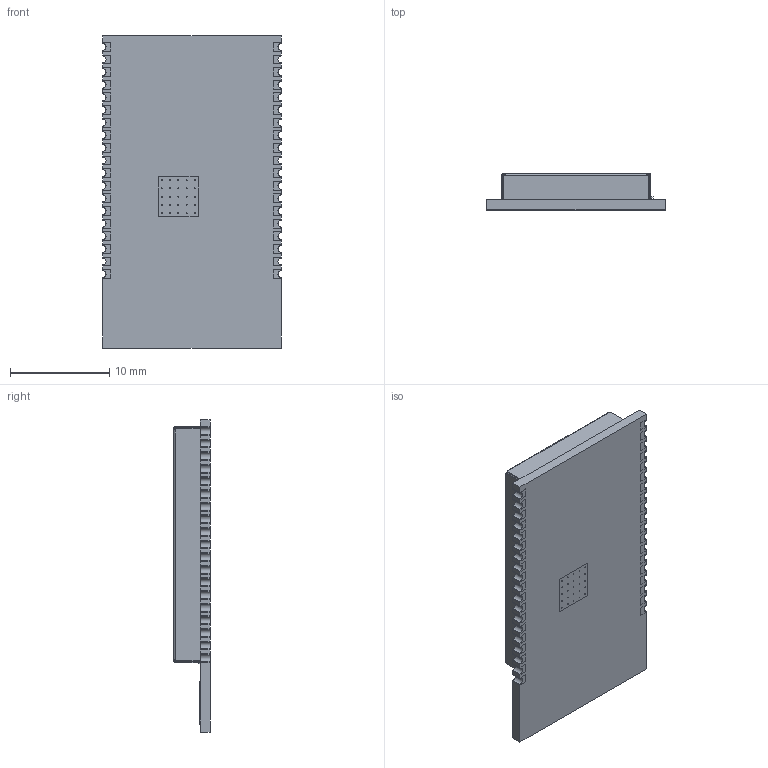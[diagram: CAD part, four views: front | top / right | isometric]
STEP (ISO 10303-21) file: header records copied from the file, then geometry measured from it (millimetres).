
FILE_DESCRIPTION (( 'STEP AP214' ), '1' );
FILE_NAME ('ESP32-WROVER-I.STEP', '2018-04-03T10:46:03', ( '' ), ( '' ), 'SwSTEP 2.0', 'SolidWorks 2017', '' );
FILE_SCHEMA (( 'AUTOMOTIVE_DESIGN' ));
Length unit declared in the file: millimetre
Products named in the file (1): ESP32-WROVER-I
Bounding box: 18 x 3.65 x 31.4 mm (x, y, z)
Volume: 614.2 mm3; surface area: 2561.2 mm2
Topology: 46 solids, 46 shells, 853 faces, 2216 edges, 1457 vertices
Faces by surface type: plane 665, cylinder 168, bspline 12, cone 6, sphere 2
Entity records: 30475 total; most frequent: CARTESIAN_POINT 4921, ORIENTED_EDGE 4424, DIRECTION 4086, EDGE_CURVE 2212, LINE 1878, VECTOR 1878, VERTEX_POINT 1455, AXIS2_PLACEMENT_3D 1104
